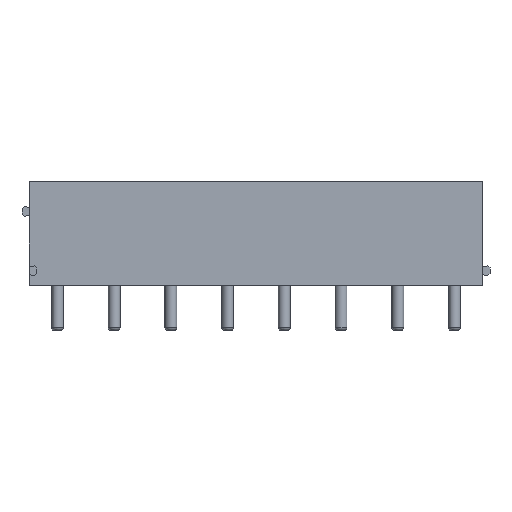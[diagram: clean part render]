
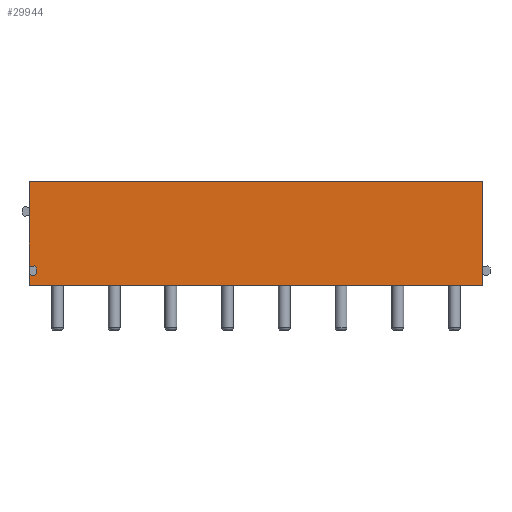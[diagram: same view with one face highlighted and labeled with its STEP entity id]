
A CAD part, front view. The second image highlights one B-rep face of the part: STEP entity #29944.
In plain terms, the highlighted planar face has unit normal (0, -1, 0).
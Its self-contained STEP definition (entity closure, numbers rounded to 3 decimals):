
#207 = VERTEX_POINT ( 'NONE', #34727 ) ;
#367 = DIRECTION ( 'NONE',  ( -0.973, 0., -0.229 ) ) ;
#632 = LINE ( 'NONE', #20945, #41613 ) ;
#733 = ORIENTED_EDGE ( 'NONE', *, *, #18692, .F. ) ;
#2221 = DIRECTION ( 'NONE',  ( 0., 0., 1. ) ) ;
#2959 = CARTESIAN_POINT ( 'NONE',  ( 0., -4.2, 3.5 ) ) ;
#3280 = CARTESIAN_POINT ( 'NONE',  ( 0.48, -4.2, -2.3 ) ) ;
#3821 = EDGE_CURVE ( 'NONE', #9820, #16889, #40452, .T. ) ;
#4130 = VERTEX_POINT ( 'NONE', #16648 ) ;
#4809 = VECTOR ( 'NONE', #30292, 1000. ) ;
#5634 = DIRECTION ( 'NONE',  ( 0., 0., 1. ) ) ;
#6185 = VECTOR ( 'NONE', #5634, 1000. ) ;
#6301 = DIRECTION ( 'NONE',  ( 0., 0., -1. ) ) ;
#6718 = VECTOR ( 'NONE', #33054, 1000. ) ;
#8907 = CARTESIAN_POINT ( 'NONE',  ( 0., -4.2, 3.5 ) ) ;
#9320 = CARTESIAN_POINT ( 'NONE',  ( 0.48, -4.2, -2.7 ) ) ;
#9820 = VERTEX_POINT ( 'NONE', #32666 ) ;
#12297 = CARTESIAN_POINT ( 'NONE',  ( 0.48, -4.2, -2.3 ) ) ;
#13193 = ORIENTED_EDGE ( 'NONE', *, *, #37995, .F. ) ;
#15423 = CARTESIAN_POINT ( 'NONE',  ( 30.48, -4.2, 3.5 ) ) ;
#15424 = VERTEX_POINT ( 'NONE', #21660 ) ;
#15906 = VERTEX_POINT ( 'NONE', #26088 ) ;
#16489 = CARTESIAN_POINT ( 'NONE',  ( 0.48, -4.2, -2.3 ) ) ;
#16648 = CARTESIAN_POINT ( 'NONE',  ( 0., -4.2, -2.25 ) ) ;
#16889 = VERTEX_POINT ( 'NONE', #16489 ) ;
#17508 = AXIS2_PLACEMENT_3D ( 'NONE', #15423, #22126, #2221 ) ;
#17970 = DIRECTION ( 'NONE',  ( 0., 0., -1. ) ) ;
#18576 = VERTEX_POINT ( 'NONE', #42340 ) ;
#18692 = EDGE_CURVE ( 'NONE', #16889, #15424, #25948, .T. ) ;
#18784 = PLANE ( 'NONE',  #17508 ) ;
#19189 = VECTOR ( 'NONE', #367, 1000. ) ;
#19444 = ORIENTED_EDGE ( 'NONE', *, *, #36649, .F. ) ;
#20723 = LINE ( 'NONE', #23659, #37339 ) ;
#20945 = CARTESIAN_POINT ( 'NONE',  ( 30.48, -4.2, 3.5 ) ) ;
#20952 = ORIENTED_EDGE ( 'NONE', *, *, #27513, .F. ) ;
#21456 = ORIENTED_EDGE ( 'NONE', *, *, #39425, .F. ) ;
#21660 = CARTESIAN_POINT ( 'NONE',  ( 0.34, -4.2, -2.17 ) ) ;
#22126 = DIRECTION ( 'NONE',  ( 0., 1., 0. ) ) ;
#23659 = CARTESIAN_POINT ( 'NONE',  ( 30.48, -4.2, -3.5 ) ) ;
#24405 = LINE ( 'NONE', #26413, #6718 ) ;
#24628 = ORIENTED_EDGE ( 'NONE', *, *, #36317, .T. ) ;
#25948 = LINE ( 'NONE', #3280, #42538 ) ;
#26088 = CARTESIAN_POINT ( 'NONE',  ( 30.48, -4.2, -3.5 ) ) ;
#26413 = CARTESIAN_POINT ( 'NONE',  ( 30.48, -4.2, 3.5 ) ) ;
#26982 = CARTESIAN_POINT ( 'NONE',  ( 0., -4.2, -2.75 ) ) ;
#27006 = DIRECTION ( 'NONE',  ( -1., 0., 0. ) ) ;
#27513 = EDGE_CURVE ( 'NONE', #15424, #4130, #28031, .T. ) ;
#27645 = DIRECTION ( 'NONE',  ( 0., 0., -1. ) ) ;
#28031 = LINE ( 'NONE', #40106, #19189 ) ;
#28963 = CARTESIAN_POINT ( 'NONE',  ( 0., -4.2, 3.5 ) ) ;
#29059 = DIRECTION ( 'NONE',  ( 0.733, 0., 0.68 ) ) ;
#29728 = VECTOR ( 'NONE', #6301, 1000. ) ;
#29944 = ADVANCED_FACE ( 'NONE', ( #33382 ), #18784, .F. ) ;
#29961 = VERTEX_POINT ( 'NONE', #8907 ) ;
#30177 = ORIENTED_EDGE ( 'NONE', *, *, #33400, .T. ) ;
#30292 = DIRECTION ( 'NONE',  ( 0.973, 0., -0.229 ) ) ;
#30851 = VERTEX_POINT ( 'NONE', #34490 ) ;
#31306 = LINE ( 'NONE', #26982, #4809 ) ;
#31832 = ORIENTED_EDGE ( 'NONE', *, *, #3821, .F. ) ;
#32666 = CARTESIAN_POINT ( 'NONE',  ( 0.48, -4.2, -2.7 ) ) ;
#33054 = DIRECTION ( 'NONE',  ( -1., 0., 0. ) ) ;
#33382 = FACE_OUTER_BOUND ( 'NONE', #34007, .T. ) ;
#33396 = VECTOR ( 'NONE', #17970, 1000. ) ;
#33400 = EDGE_CURVE ( 'NONE', #18576, #29961, #24405, .T. ) ;
#34007 = EDGE_LOOP ( 'NONE', ( #40137, #20952, #733, #31832, #21456, #37541, #24628, #13193, #19444, #30177 ) ) ;
#34490 = CARTESIAN_POINT ( 'NONE',  ( 0., -4.2, -3.5 ) ) ;
#34727 = CARTESIAN_POINT ( 'NONE',  ( 0., -4.2, -2.75 ) ) ;
#36107 = VECTOR ( 'NONE', #29059, 1000. ) ;
#36317 = EDGE_CURVE ( 'NONE', #207, #30851, #38556, .T. ) ;
#36649 = EDGE_CURVE ( 'NONE', #18576, #15906, #632, .T. ) ;
#37133 = LINE ( 'NONE', #9320, #36107 ) ;
#37339 = VECTOR ( 'NONE', #27006, 1000. ) ;
#37541 = ORIENTED_EDGE ( 'NONE', *, *, #42473, .F. ) ;
#37995 = EDGE_CURVE ( 'NONE', #15906, #30851, #20723, .T. ) ;
#38556 = LINE ( 'NONE', #2959, #29728 ) ;
#38746 = VERTEX_POINT ( 'NONE', #41843 ) ;
#39113 = LINE ( 'NONE', #28963, #33396 ) ;
#39425 = EDGE_CURVE ( 'NONE', #38746, #9820, #37133, .T. ) ;
#40106 = CARTESIAN_POINT ( 'NONE',  ( 0., -4.2, -2.25 ) ) ;
#40137 = ORIENTED_EDGE ( 'NONE', *, *, #42097, .T. ) ;
#40452 = LINE ( 'NONE', #12297, #6185 ) ;
#41613 = VECTOR ( 'NONE', #27645, 1000. ) ;
#41843 = CARTESIAN_POINT ( 'NONE',  ( 0.34, -4.2, -2.83 ) ) ;
#42097 = EDGE_CURVE ( 'NONE', #29961, #4130, #39113, .T. ) ;
#42340 = CARTESIAN_POINT ( 'NONE',  ( 30.48, -4.2, 3.5 ) ) ;
#42473 = EDGE_CURVE ( 'NONE', #207, #38746, #31306, .T. ) ;
#42538 = VECTOR ( 'NONE', #42928, 1000. ) ;
#42928 = DIRECTION ( 'NONE',  ( -0.733, 0., 0.68 ) ) ;
